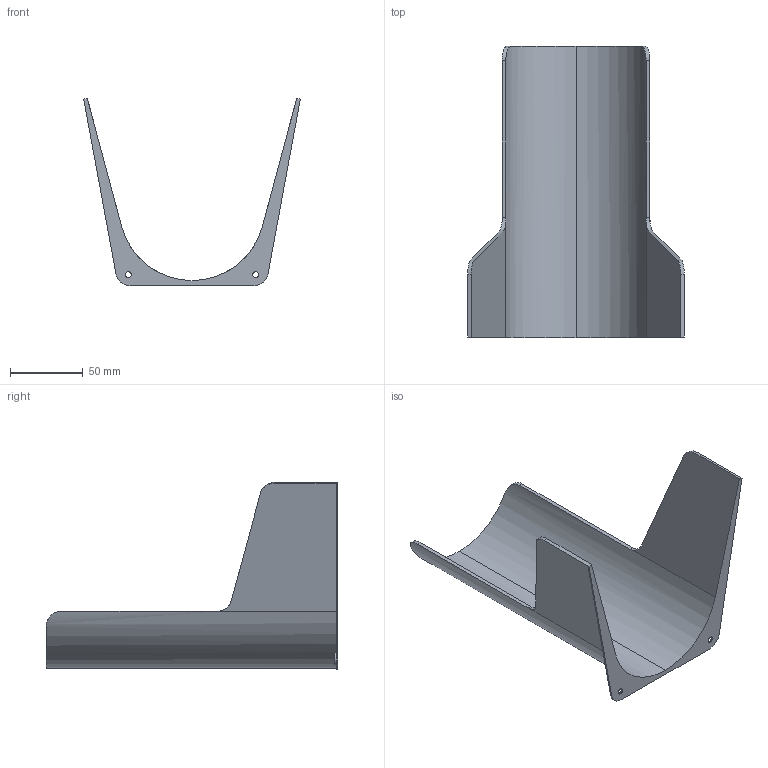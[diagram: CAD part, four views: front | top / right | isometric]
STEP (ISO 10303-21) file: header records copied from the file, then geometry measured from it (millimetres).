
FILE_DESCRIPTION (( 'STEP AP203' ), '1' );
FILE_NAME ('CacheSoleil.STEP', '2022-11-14T18:13:19', ( '' ), ( '' ), 'SwSTEP 2.0', 'SolidWorks 2021', '' );
FILE_SCHEMA (( 'CONFIG_CONTROL_DESIGN' ));
Length unit declared in the file: millimetre
Products named in the file (1): CacheSoleil
Bounding box: 148.55 x 200 x 128.49 mm (x, y, z)
Volume: 97504.7 mm3; surface area: 82997.1 mm2
Topology: 1 solids, 1 shells, 44 faces, 110 edges, 72 vertices
Faces by surface type: cylinder 24, plane 20
Entity records: 1495 total; most frequent: CARTESIAN_POINT 355, DIRECTION 222, ORIENTED_EDGE 220, EDGE_CURVE 110, AXIS2_PLACEMENT_3D 81, VERTEX_POINT 72, VECTOR 60, LINE 60
